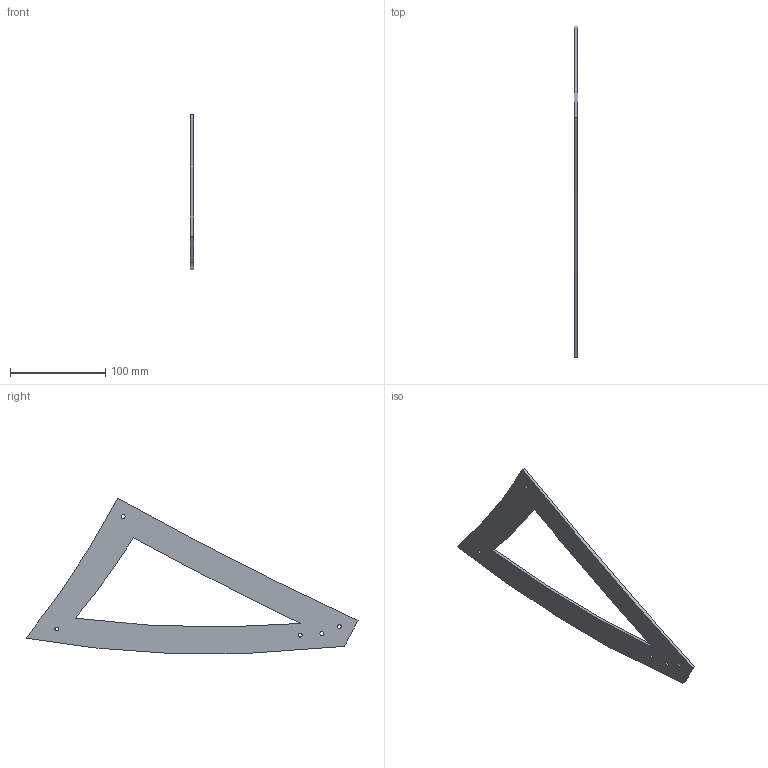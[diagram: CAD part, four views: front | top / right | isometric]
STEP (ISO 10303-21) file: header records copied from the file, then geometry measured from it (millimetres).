
FILE_DESCRIPTION(/* description */ ('STEP AP214'),/* implementation_level */ '2;1');
FILE_NAME(/* name */ '62524f9fecdeb77adb8b9a4a',/* time_stamp */ '2022-04-10T03:31:44+00:00',/* author */ (''),/* organization */ (''),/* preprocessor_version */ 'ST-DEVELOPER v18.101',/* originating_system */ ' ',/* authorisation */ ' ');
FILE_SCHEMA (('AUTOMOTIVE_DESIGN {1 0 10303 214 3 1 1}'));
Length unit declared in the file: metre
Products named in the file (1): Part 24r
Bounding box: 3.17 x 348.98 x 163.79 mm (x, y, z)
Volume: 63909.7 mm3; surface area: 44796.7 mm2
Topology: 1 solids, 1 shells, 15 faces, 39 edges, 26 vertices
Faces by surface type: cylinder 12, plane 3
Full cylindrical faces by diameter (mm): 4.039 x5
Entity records: 506 total; most frequent: DIRECTION 90, CARTESIAN_POINT 76, ORIENTED_EDGE 68, AXIS2_PLACEMENT_3D 40, EDGE_CURVE 34, EDGE_LOOP 32, FACE_BOUND 32, VERTEX_POINT 26
